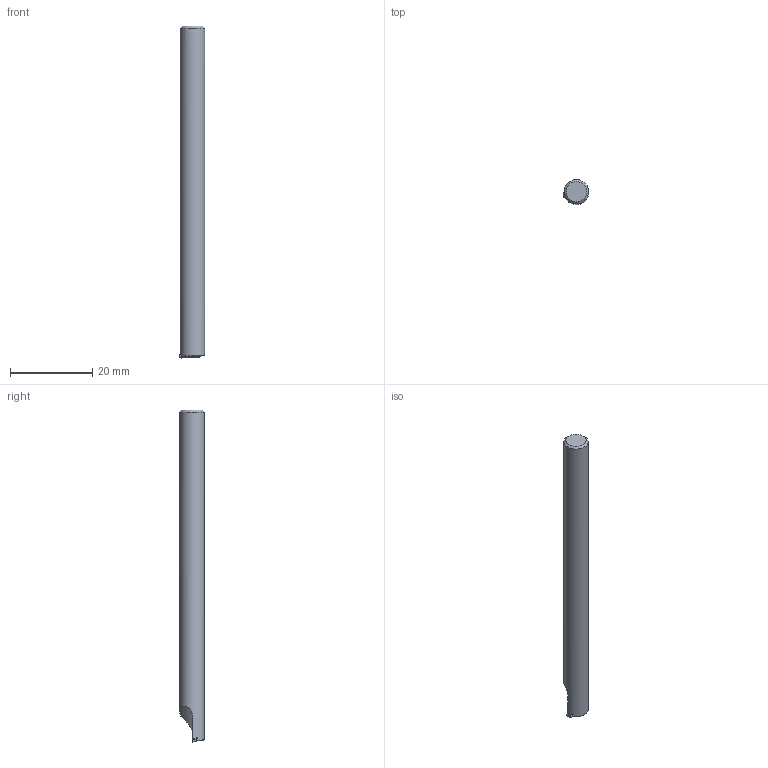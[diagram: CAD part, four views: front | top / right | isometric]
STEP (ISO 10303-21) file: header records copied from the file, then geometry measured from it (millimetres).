
FILE_DESCRIPTION(/* description */ (''),/* implementation_level */ '2;1');
FILE_NAME(/* name */ '1526654726398.stp',/* time_stamp */ '2018-05-18T16:45:36+02:00',/* author */ (''),/* organization */ ('SMS'),/* preprocessor_version */ 'ST-DEVELOPER v15',/* originating_system */ 'SIEMENS PLM Software NX 8.5',/* authorisation */ '');
FILE_SCHEMA (('AUTOMOTIVE_DESIGN { 1 0 10303 214 3 1 1 1 }'));
Length unit declared in the file: millimetre
Products named in the file (4): 201649901mod000_00; 201643439mod000_00; ASSEMBLY_CONSTRUCTION; 201660771mod000_00
Assembly tree (3 placements, depth 2):
  201660771mod000_00
    ASSEMBLY_CONSTRUCTION
    201643439mod000_00
    201649901mod000_00
Bounding box: 6.2 x 5.99 x 80.95 mm (x, y, z)
Volume: 2174.2 mm3; surface area: 1588.4 mm2
Topology: 2 solids, 2 shells, 24 faces, 60 edges, 46 vertices
Faces by surface type: plane 15, cone 4, cylinder 3, bspline 1, torus 1
Full cylindrical faces by diameter (mm): 2.25 x1, 5.99 x1
Entity records: 994 total; most frequent: CARTESIAN_POINT 262, DIRECTION 133, ORIENTED_EDGE 106, EDGE_CURVE 53, AXIS2_PLACEMENT_3D 51, VERTEX_POINT 37, LINE 31, VECTOR 31
